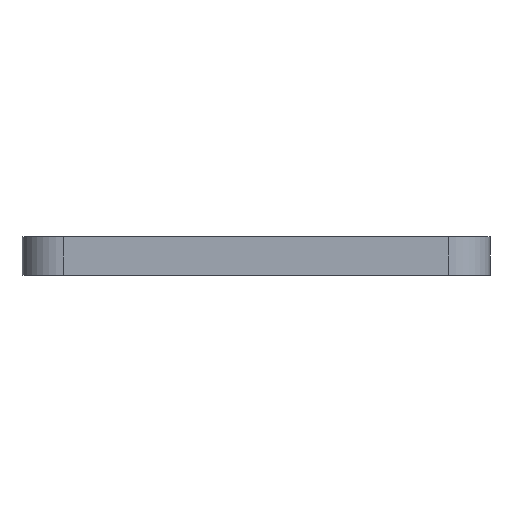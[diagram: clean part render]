
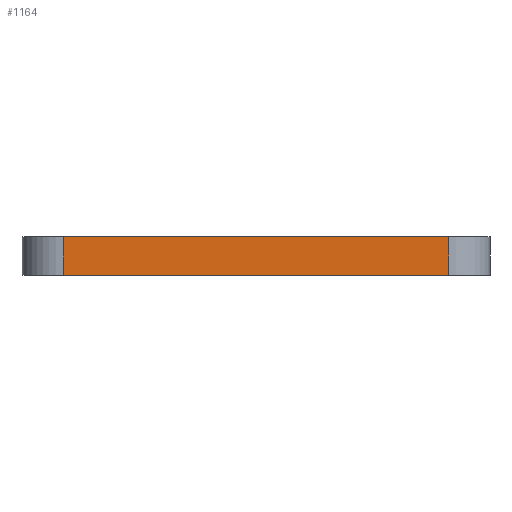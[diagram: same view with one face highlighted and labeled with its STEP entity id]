
A CAD part, left-side view. The second image highlights one B-rep face of the part: STEP entity #1164.
In plain terms, the highlighted planar face has unit normal (-1, 0, 0).
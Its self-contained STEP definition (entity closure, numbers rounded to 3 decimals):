
#50=PLANE('',#1280);
#104=FACE_OUTER_BOUND('',#170,.T.);
#170=EDGE_LOOP('',(#945,#946,#947,#948));
#274=LINE('',#1906,#386);
#275=LINE('',#1909,#387);
#276=LINE('',#1911,#388);
#277=LINE('',#1912,#389);
#386=VECTOR('',#1560,10.);
#387=VECTOR('',#1563,10.);
#388=VECTOR('',#1564,10.);
#389=VECTOR('',#1565,10.);
#555=VERTEX_POINT('',#1902);
#556=VERTEX_POINT('',#1904);
#557=VERTEX_POINT('',#1908);
#558=VERTEX_POINT('',#1910);
#706=EDGE_CURVE('',#555,#556,#274,.T.);
#707=EDGE_CURVE('',#555,#557,#275,.T.);
#708=EDGE_CURVE('',#558,#556,#276,.F.);
#709=EDGE_CURVE('',#557,#558,#277,.T.);
#945=ORIENTED_EDGE('',*,*,#707,.F.);
#946=ORIENTED_EDGE('',*,*,#706,.T.);
#947=ORIENTED_EDGE('',*,*,#708,.F.);
#948=ORIENTED_EDGE('',*,*,#709,.F.);
#1164=ADVANCED_FACE('',(#104),#50,.T.);
#1280=AXIS2_PLACEMENT_3D('',#1907,#1561,#1562);
#1560=DIRECTION('',(0.,0.,1.));
#1561=DIRECTION('center_axis',(-1.,0.,0.));
#1562=DIRECTION('ref_axis',(0.,-1.,0.));
#1563=DIRECTION('',(0.,1.,0.));
#1564=DIRECTION('',(0.,1.,0.));
#1565=DIRECTION('',(0.,0.,1.));
#1902=CARTESIAN_POINT('',(78.141,-54.741,3.519));
#1904=CARTESIAN_POINT('',(78.141,-54.741,9.869));
#1906=CARTESIAN_POINT('',(78.141,-54.741,3.519));
#1907=CARTESIAN_POINT('Origin',(78.141,8.759,3.519));
#1908=CARTESIAN_POINT('',(78.141,8.759,3.519));
#1909=CARTESIAN_POINT('',(78.141,-54.741,3.519));
#1910=CARTESIAN_POINT('',(78.141,8.759,9.869));
#1911=CARTESIAN_POINT('',(78.141,-7.116,9.869));
#1912=CARTESIAN_POINT('',(78.141,8.759,3.519));
